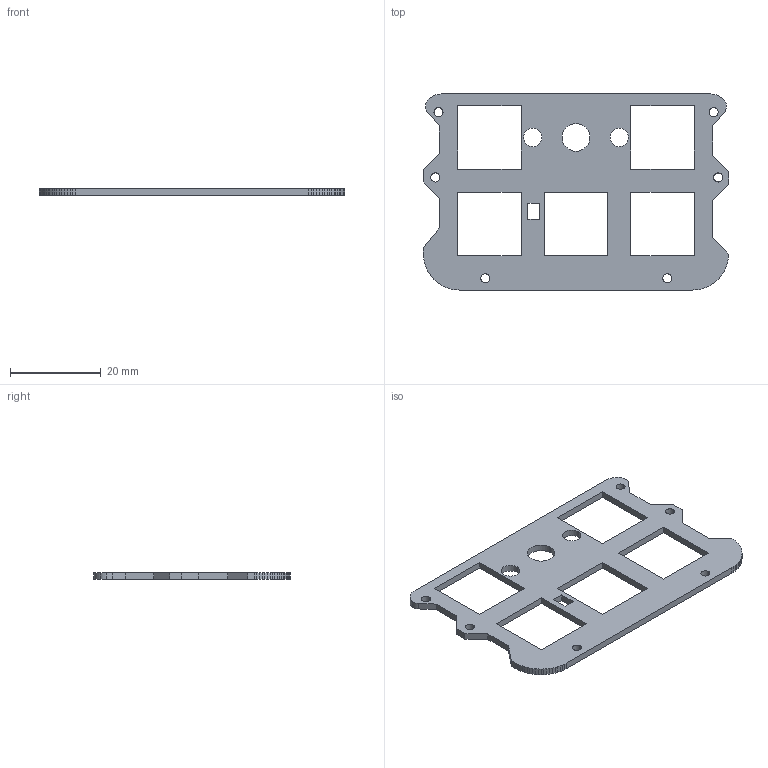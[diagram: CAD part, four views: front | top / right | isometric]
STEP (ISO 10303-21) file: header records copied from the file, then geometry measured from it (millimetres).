
FILE_DESCRIPTION (( 'STEP AP214' ), '1' );
FILE_NAME ('隅弇啣v1.S', '2021-10-27T07:25:30', ( '' ), ( '' ), 'SwSTEP 2.0', 'SolidWorks 2021', '' );
FILE_SCHEMA (( 'AUTOMOTIVE_DESIGN' ));
Length unit declared in the file: millimetre
Products named in the file (1): 隅弇啣v1_v1_v1
Bounding box: 67.15 x 43.12 x 1.5 mm (x, y, z)
Volume: 2472.1 mm3; surface area: 4188.8 mm2
Topology: 1 solids, 1 shells, 106 faces, 312 edges, 208 vertices
Faces by surface type: plane 83, cylinder 23
Entity records: 3596 total; most frequent: CARTESIAN_POINT 627, ORIENTED_EDGE 624, DIRECTION 572, EDGE_CURVE 312, LINE 266, VECTOR 266, VERTEX_POINT 208, AXIS2_PLACEMENT_3D 153
